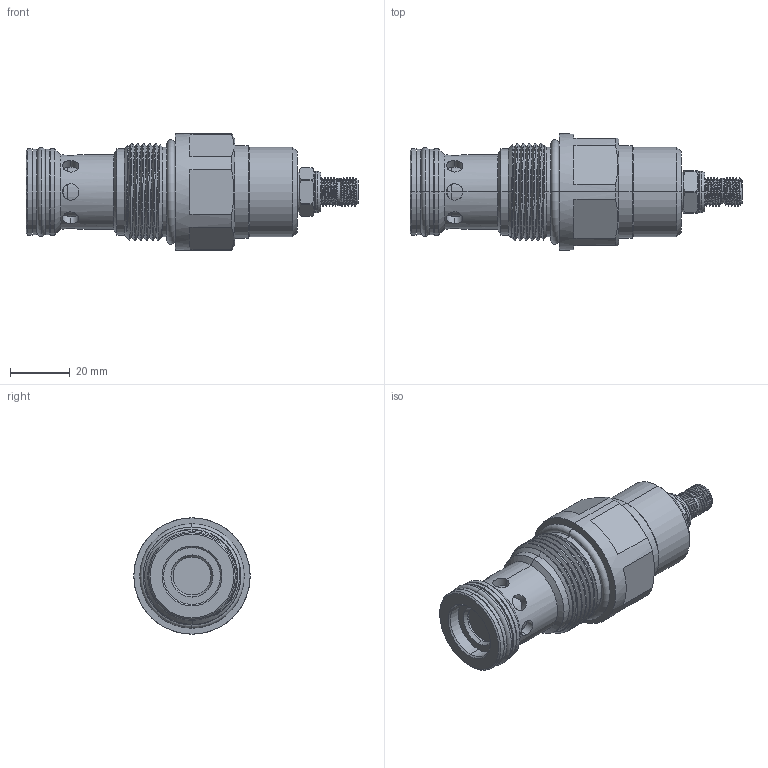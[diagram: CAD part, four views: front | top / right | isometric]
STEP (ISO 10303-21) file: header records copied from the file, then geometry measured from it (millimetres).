
FILE_DESCRIPTION (( 'STEP AP203' ), '1' );
FILE_NAME ('FR33MC2F-L.STEP', '2022-06-17T06:12:41', ( '' ), ( '' ), 'SwSTEP 2.0', 'SolidWorks 2018', '' );
FILE_SCHEMA (( 'CONFIG_CONTROL_DESIGN' ));
Length unit declared in the file: millimetre
Products named in the file (1): FR33MC2F-L
Bounding box: 111.37 x 39 x 39 mm (x, y, z)
Volume: 68953.7 mm3; surface area: 16570.9 mm2
Topology: 4 solids, 5 shells, 240 faces, 627 edges, 382 vertices
Faces by surface type: cylinder 116, plane 58, cone 35, torus 22, bspline 9
Entity records: 16560 total; most frequent: CARTESIAN_POINT 10846, ORIENTED_EDGE 1250, DIRECTION 1142, EDGE_CURVE 625, AXIS2_PLACEMENT_3D 473, VERTEX_POINT 382, EDGE_LOOP 265, CIRCLE 241
